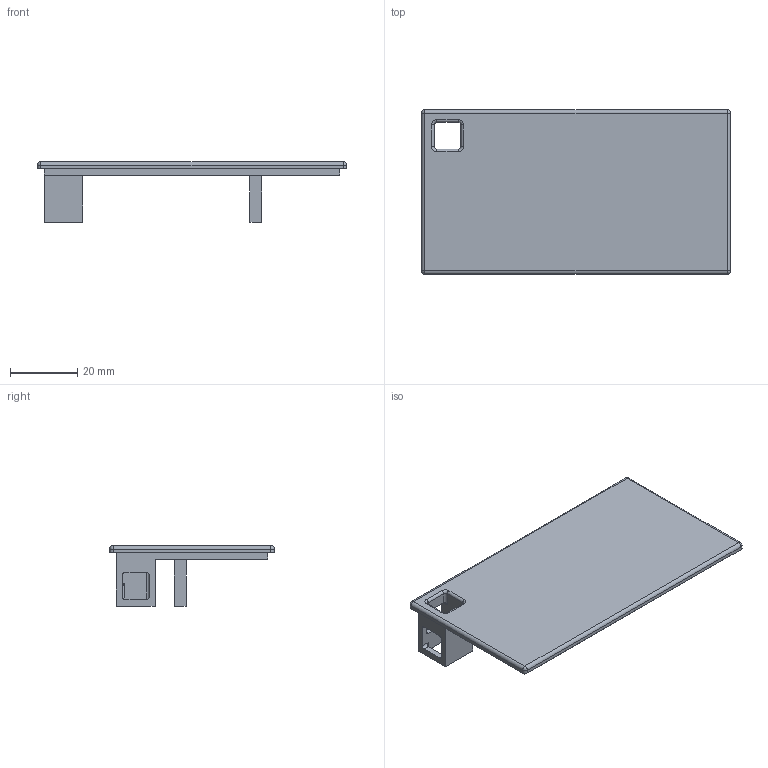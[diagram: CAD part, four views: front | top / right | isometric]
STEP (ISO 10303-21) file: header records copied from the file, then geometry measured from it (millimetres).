
FILE_DESCRIPTION(('FreeCAD Model'),'2;1');
FILE_NAME('Open CASCADE Shape Model','2024-12-02T15:05:37',(''),(''), 'Open CASCADE STEP processor 7.8','FreeCAD','Unknown');
FILE_SCHEMA(('AUTOMOTIVE_DESIGN { 1 0 10303 214 1 1 1 1 }'));
Length unit declared in the file: millimetre
Products named in the file (1): Tampa
Bounding box: 92 x 49 x 18 mm (x, y, z)
Volume: 10729.4 mm3; surface area: 11631 mm2
Topology: 1 solids, 1 shells, 73 faces, 187 edges, 112 vertices
Faces by surface type: plane 34, cylinder 31, torus 4, sphere 4
Entity records: 2187 total; most frequent: DIRECTION 387, CARTESIAN_POINT 369, ORIENTED_EDGE 366, EDGE_CURVE 183, AXIS2_PLACEMENT_3D 130, LINE 127, VECTOR 127, VERTEX_POINT 112
